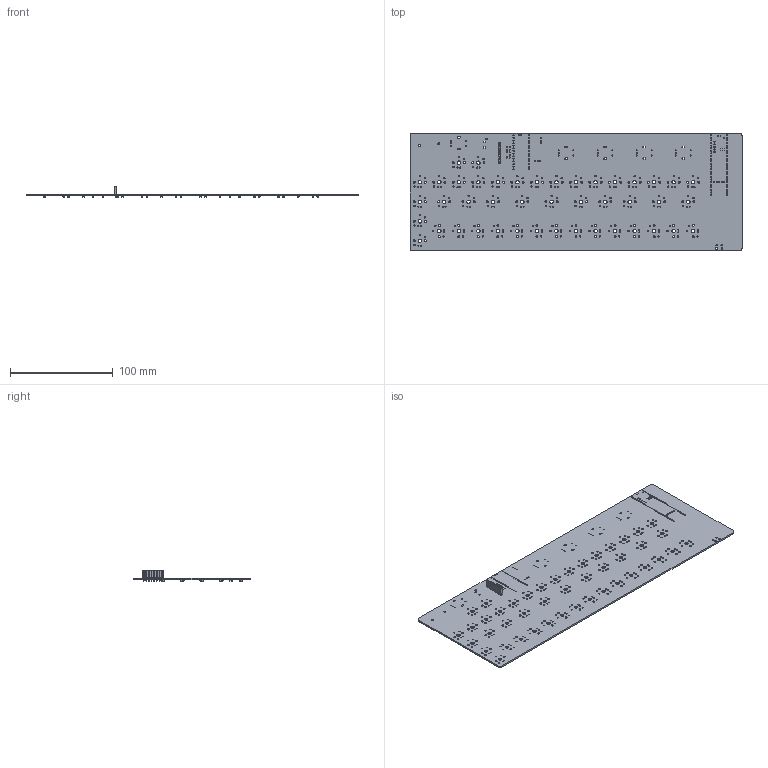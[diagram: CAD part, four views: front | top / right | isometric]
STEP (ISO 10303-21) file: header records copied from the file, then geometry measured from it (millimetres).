
FILE_DESCRIPTION(('KiCad electronic assembly'),'2;1');
FILE_NAME('the_TOP-1.step','2021-12-30T15:00:46',('An Author'),( 'A Company'),'Open CASCADE STEP processor 6.9', 'KiCad to STEP converter','Unknown');
FILE_SCHEMA(('AUTOMOTIVE_DESIGN { 1 0 10303 214 1 1 1 1 }'));
Length unit declared in the file: millimetre
Products named in the file (6): Open CASCADE STEP translator 6.9 1; PinSocket_1x08_P2.54mm_Vertical; SOLID; D_SOD-123; COMPOUND
Assembly tree (48 placements, depth 3):
  Open CASCADE STEP translator 6.9 1
    PinSocket_1x08_P2.54mm_Vertical
      SOLID
    D_SOD-123  x44
      SOLID
    COMPOUND
Bounding box: 323.85 x 114.3 x 10.1 mm (x, y, z)
Volume: 58088.9 mm3; surface area: 78599.9 mm2
Topology: 46 solids, 46 shells, 3771 faces, 9217 edges, 5606 vertices
Faces by surface type: plane 1742, bspline 1144, cylinder 885
Full cylindrical faces by diameter (mm): 0.8 x8, 1 x33, 1.016 x45, 1.04 x88, 1.1 x59, 1.2 x132, 1.5 x2, 1.8 x2, 1.9 x88, 1.999 x2, 3.4 x44
Entity records: 66499 total; most frequent: DIRECTION 10349, CARTESIAN_POINT 10320, LINE 5285, VECTOR 5285, ORIENTED_EDGE 5018, PCURVE 5018, DEFINITIONAL_REPRESENTATION 5018, EDGE_CURVE 2509
